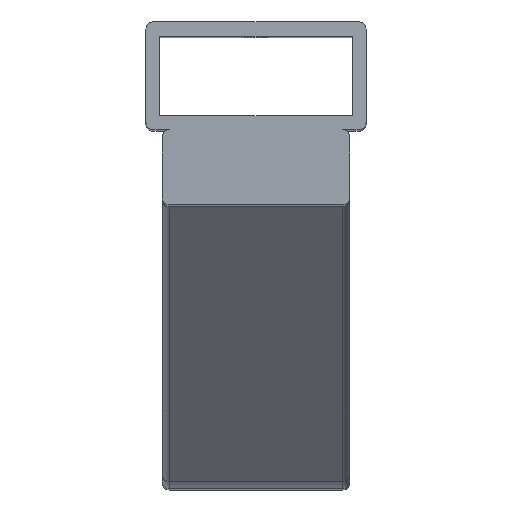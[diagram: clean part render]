
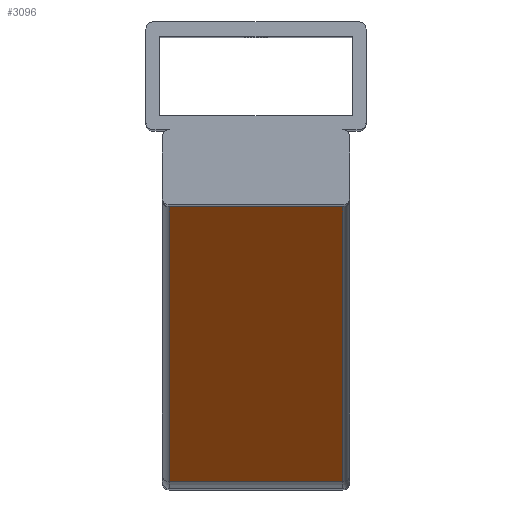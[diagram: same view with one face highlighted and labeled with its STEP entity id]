
A CAD part, top view. The second image highlights one B-rep face of the part: STEP entity #3096.
In plain terms, the highlighted planar face has unit normal (0, -0.919, 0.394).
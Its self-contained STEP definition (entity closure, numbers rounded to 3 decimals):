
#39 = ORIENTED_EDGE ( 'NONE', *, *, #2359, .F. ) ;
#83 = CARTESIAN_POINT ( 'NONE',  ( 18.5, -6.545, 195.038 ) ) ;
#434 = DIRECTION ( 'NONE',  ( 1., 0., 0. ) ) ;
#500 = EDGE_LOOP ( 'NONE', ( #1631, #39, #1225, #3078 ) ) ;
#519 = DIRECTION ( 'NONE',  ( 0., -0.394, -0.919 ) ) ;
#652 = VERTEX_POINT ( 'NONE', #1480 ) ;
#716 = EDGE_CURVE ( 'NONE', #652, #2078, #2553, .T. ) ;
#1209 = AXIS2_PLACEMENT_3D ( 'NONE', #3004, #1650, #519 ) ;
#1225 = ORIENTED_EDGE ( 'NONE', *, *, #1628, .F. ) ;
#1377 = VECTOR ( 'NONE', #2475, 1000. ) ;
#1389 = CARTESIAN_POINT ( 'NONE',  ( 18.5, -6.545, 195.038 ) ) ;
#1406 = VECTOR ( 'NONE', #434, 1000. ) ;
#1480 = CARTESIAN_POINT ( 'NONE',  ( -18.5, -6.545, 195.038 ) ) ;
#1541 = CARTESIAN_POINT ( 'NONE',  ( 18.5, 51.838, 331.265 ) ) ;
#1544 = CARTESIAN_POINT ( 'NONE',  ( -18.5, -6.545, 195.038 ) ) ;
#1625 = CARTESIAN_POINT ( 'NONE',  ( -18.5, 51.838, 331.265 ) ) ;
#1628 = EDGE_CURVE ( 'NONE', #652, #3517, #1853, .T. ) ;
#1631 = ORIENTED_EDGE ( 'NONE', *, *, #1833, .T. ) ;
#1650 = DIRECTION ( 'NONE',  ( 0., -0.919, 0.394 ) ) ;
#1790 = VECTOR ( 'NONE', #2732, 1000. ) ;
#1819 = DIRECTION ( 'NONE',  ( 0., 0.394, 0.919 ) ) ;
#1833 = EDGE_CURVE ( 'NONE', #2078, #2515, #3022, .T. ) ;
#1853 = LINE ( 'NONE', #1544, #1996 ) ;
#1996 = VECTOR ( 'NONE', #1819, 1000. ) ;
#2078 = VERTEX_POINT ( 'NONE', #83 ) ;
#2135 = FACE_OUTER_BOUND ( 'NONE', #500, .T. ) ;
#2346 = CARTESIAN_POINT ( 'NONE',  ( -18.5, -6.545, 195.038 ) ) ;
#2359 = EDGE_CURVE ( 'NONE', #3517, #2515, #2477, .T. ) ;
#2475 = DIRECTION ( 'NONE',  ( 0., 0.394, 0.919 ) ) ;
#2477 = LINE ( 'NONE', #1625, #1790 ) ;
#2515 = VERTEX_POINT ( 'NONE', #1541 ) ;
#2545 = CARTESIAN_POINT ( 'NONE',  ( -18.5, 51.838, 331.265 ) ) ;
#2553 = LINE ( 'NONE', #2346, #1406 ) ;
#2638 = PLANE ( 'NONE',  #1209 ) ;
#2732 = DIRECTION ( 'NONE',  ( 1., 0., 0. ) ) ;
#3004 = CARTESIAN_POINT ( 'NONE',  ( -18.5, -6.545, 195.038 ) ) ;
#3022 = LINE ( 'NONE', #1389, #1377 ) ;
#3078 = ORIENTED_EDGE ( 'NONE', *, *, #716, .T. ) ;
#3096 = ADVANCED_FACE ( 'NONE', ( #2135 ), #2638, .T. ) ;
#3517 = VERTEX_POINT ( 'NONE', #2545 ) ;
